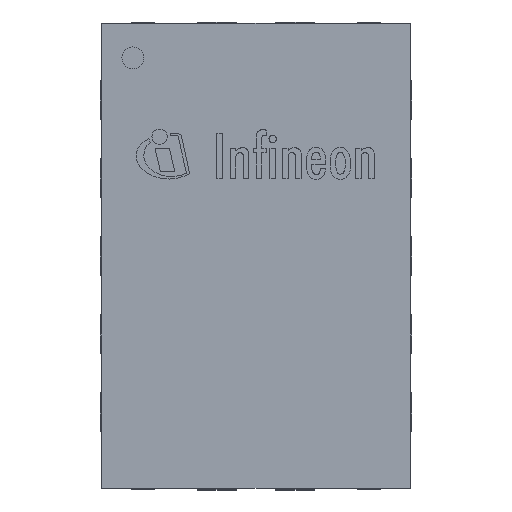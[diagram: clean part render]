
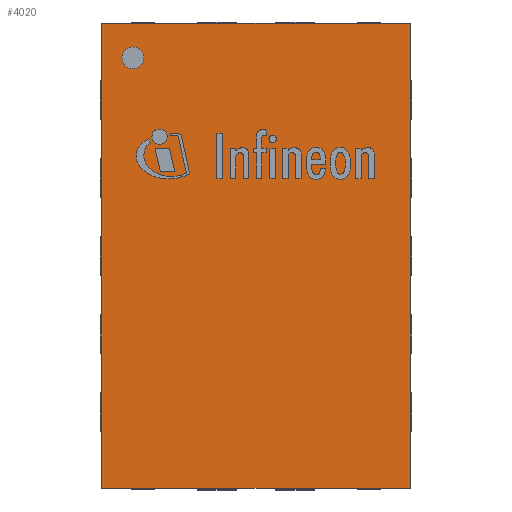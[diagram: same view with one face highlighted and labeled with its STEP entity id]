
A CAD part, top view. The second image highlights one B-rep face of the part: STEP entity #4020.
In plain terms, the highlighted planar face has unit normal (0, 0, 1).
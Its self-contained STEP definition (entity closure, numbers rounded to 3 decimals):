
#138=LINE('',#5701,#610);
#142=LINE('',#5708,#614);
#145=LINE('',#5714,#617);
#147=LINE('',#5717,#619);
#610=VECTOR('',#4620,1000.);
#614=VECTOR('',#4626,1000.);
#617=VECTOR('',#4631,1000.);
#619=VECTOR('',#4635,1000.);
#1084=PLANE('',#4312);
#1288=FACE_BOUND('',#1560,.T.);
#1301=FACE_OUTER_BOUND('',#1559,.T.);
#1559=EDGE_LOOP('',(#2857,#2858,#2859,#2860));
#1560=EDGE_LOOP('',(#2861));
#1820=CIRCLE('',#4307,0.07);
#1884=VERTEX_POINT('',#5692);
#1887=VERTEX_POINT('',#5698);
#1888=VERTEX_POINT('',#5700);
#1890=VERTEX_POINT('',#5706);
#1892=VERTEX_POINT('',#5712);
#2268=EDGE_CURVE('',#1884,#1884,#1820,.T.);
#2271=EDGE_CURVE('',#1888,#1887,#138,.T.);
#2275=EDGE_CURVE('',#1887,#1890,#142,.T.);
#2278=EDGE_CURVE('',#1890,#1892,#145,.T.);
#2280=EDGE_CURVE('',#1892,#1888,#147,.T.);
#2857=ORIENTED_EDGE('',*,*,#2271,.T.);
#2858=ORIENTED_EDGE('',*,*,#2275,.T.);
#2859=ORIENTED_EDGE('',*,*,#2278,.T.);
#2860=ORIENTED_EDGE('',*,*,#2280,.T.);
#2861=ORIENTED_EDGE('',*,*,#2268,.F.);
#4020=ADVANCED_FACE('',(#1301,#1288),#1084,.T.);
#4307=AXIS2_PLACEMENT_3D('',#5693,#4614,#4615);
#4312=AXIS2_PLACEMENT_3D('',#5718,#4636,#4637);
#4614=DIRECTION('center_axis',(0.,0.,1.));
#4615=DIRECTION('ref_axis',(1.,0.,0.));
#4620=DIRECTION('',(0.,1.,0.));
#4626=DIRECTION('',(-1.,0.,0.));
#4631=DIRECTION('',(0.,-1.,0.));
#4635=DIRECTION('',(1.,0.,0.));
#4636=DIRECTION('center_axis',(0.,0.,1.));
#4637=DIRECTION('ref_axis',(1.,0.,0.));
#5692=CARTESIAN_POINT('',(-0.72,1.27,0.6));
#5693=CARTESIAN_POINT('Origin',(-0.79,1.27,0.6));
#5698=CARTESIAN_POINT('',(0.99,1.49,0.6));
#5700=CARTESIAN_POINT('',(0.99,-1.49,0.6));
#5701=CARTESIAN_POINT('',(0.99,1.49,0.6));
#5706=CARTESIAN_POINT('',(-0.99,1.49,0.6));
#5708=CARTESIAN_POINT('',(-0.99,1.49,0.6));
#5712=CARTESIAN_POINT('',(-0.99,-1.49,0.6));
#5714=CARTESIAN_POINT('',(-0.99,1.49,0.6));
#5717=CARTESIAN_POINT('',(-0.99,-1.49,0.6));
#5718=CARTESIAN_POINT('Origin',(0.,0.,0.6));
